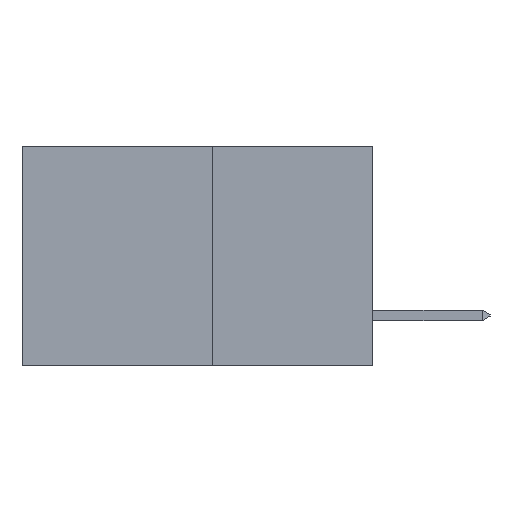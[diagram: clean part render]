
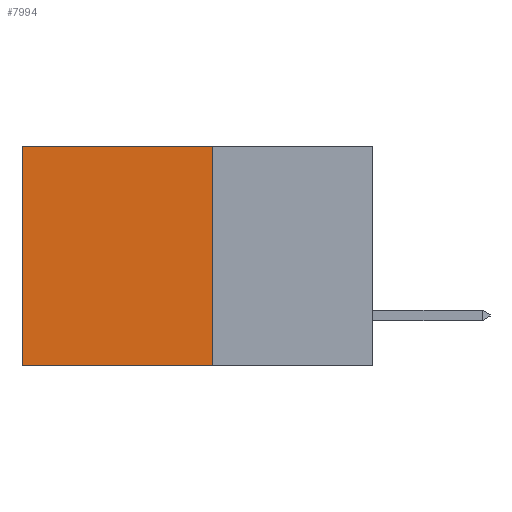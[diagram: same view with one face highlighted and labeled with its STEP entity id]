
A CAD part, left-side view. The second image highlights one B-rep face of the part: STEP entity #7994.
In plain terms, the highlighted planar face has unit normal (-1, 0, 0).
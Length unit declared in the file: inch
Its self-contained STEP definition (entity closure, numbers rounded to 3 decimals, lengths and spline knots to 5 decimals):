
#132 = VECTOR ( 'NONE', #2319, 39.37008 ) ;
#185 = LINE ( 'NONE', #12919, #11005 ) ;
#543 = EDGE_LOOP ( 'NONE', ( #12832, #5918, #3854, #2434 ) ) ;
#1997 = VERTEX_POINT ( 'NONE', #6275 ) ;
#2319 = DIRECTION ( 'NONE',  ( 0., 0., -1. ) ) ;
#2345 = EDGE_CURVE ( 'NONE', #1997, #9958, #12890, .T. ) ;
#2400 = PLANE ( 'NONE',  #3622 ) ;
#2434 = ORIENTED_EDGE ( 'NONE', *, *, #13294, .T. ) ;
#3518 = DIRECTION ( 'NONE',  ( 1., 0., 0. ) ) ;
#3622 = AXIS2_PLACEMENT_3D ( 'NONE', #9624, #3518, #10689 ) ;
#3716 = VERTEX_POINT ( 'NONE', #10922 ) ;
#3854 = ORIENTED_EDGE ( 'NONE', *, *, #10280, .F. ) ;
#4679 = CARTESIAN_POINT ( 'NONE',  ( 0.277, 0.27, 0. ) ) ;
#5399 = VECTOR ( 'NONE', #9589, 39.37008 ) ;
#5845 = LINE ( 'NONE', #11567, #132 ) ;
#5918 = ORIENTED_EDGE ( 'NONE', *, *, #2345, .F. ) ;
#6156 = DIRECTION ( 'NONE',  ( 0., 1., 0. ) ) ;
#6275 = CARTESIAN_POINT ( 'NONE',  ( 0.277, 0.27, -0.37 ) ) ;
#6570 = CARTESIAN_POINT ( 'NONE',  ( 0.277, 0.59, -0.37 ) ) ;
#7368 = EDGE_CURVE ( 'NONE', #3716, #9958, #10838, .T. ) ;
#7485 = CARTESIAN_POINT ( 'NONE',  ( 0.277, 0.27, -0.37 ) ) ;
#7994 = ADVANCED_FACE ( 'NONE', ( #10194 ), #2400, .F. ) ;
#8077 = CARTESIAN_POINT ( 'NONE',  ( 0.277, 0.59, -0.37 ) ) ;
#8938 = DIRECTION ( 'NONE',  ( 0., 1., 0. ) ) ;
#9203 = VERTEX_POINT ( 'NONE', #4679 ) ;
#9589 = DIRECTION ( 'NONE',  ( 0., 0., -1. ) ) ;
#9624 = CARTESIAN_POINT ( 'NONE',  ( 0.277, 0.27, -0.37 ) ) ;
#9958 = VERTEX_POINT ( 'NONE', #8077 ) ;
#10194 = FACE_OUTER_BOUND ( 'NONE', #543, .T. ) ;
#10272 = VECTOR ( 'NONE', #6156, 39.37008 ) ;
#10280 = EDGE_CURVE ( 'NONE', #9203, #1997, #5845, .T. ) ;
#10689 = DIRECTION ( 'NONE',  ( 0., 0., -1. ) ) ;
#10838 = LINE ( 'NONE', #6570, #5399 ) ;
#10922 = CARTESIAN_POINT ( 'NONE',  ( 0.277, 0.59, 0. ) ) ;
#11005 = VECTOR ( 'NONE', #8938, 39.37008 ) ;
#11567 = CARTESIAN_POINT ( 'NONE',  ( 0.277, 0.27, -0.37 ) ) ;
#12832 = ORIENTED_EDGE ( 'NONE', *, *, #7368, .T. ) ;
#12890 = LINE ( 'NONE', #7485, #10272 ) ;
#12919 = CARTESIAN_POINT ( 'NONE',  ( 0.277, 0.27, 0. ) ) ;
#13294 = EDGE_CURVE ( 'NONE', #9203, #3716, #185, .T. ) ;
